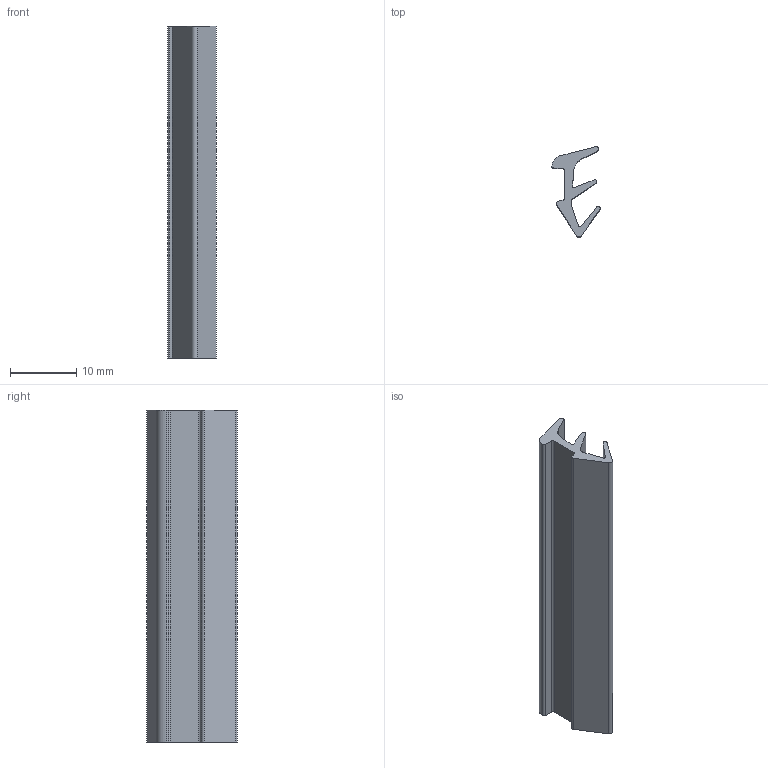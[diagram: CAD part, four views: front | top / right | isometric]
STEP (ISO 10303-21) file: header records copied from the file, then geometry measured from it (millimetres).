
FILE_DESCRIPTION(/* description */ (''),/* implementation_level */ '2;1');
FILE_NAME(/* name */ '110825-001-2d.step',/* time_stamp */ '2022-11-24T12:21:12+01:00',/* author */ (''),/* organization */ (''),/* preprocessor_version */ 'ST-DEVELOPER v19.2',/* originating_system */ 'Autodesk Translation Framework v11.17.0.187',/* authorisation */ '');
FILE_SCHEMA (('AUTOMOTIVE_DESIGN { 1 0 10303 214 3 1 1 }'));
Length unit declared in the file: millimetre
Products named in the file (4): _110825-001-2d.919d1e03-8b96-47a4-ab45-ac0c8b12dea7; Borders Coomach Border_S0.20; Title Blocks Coomach Titelblok_S0.20; Materiaal_S0.20
Assembly tree (3 placements, depth 2):
  _110825-001-2d.919d1e03-8b96-47a4-ab45-ac0c8b12dea7
    Borders Coomach Border_S0.20
    Title Blocks Coomach Titelblok_S0.20
    Materiaal_S0.20
Bounding box: 7.27 x 13.58 x 50 mm (x, y, z)
Volume: 1638.9 mm3; surface area: 2736.2 mm2
Topology: 1 solids, 1 shells, 27 faces, 75 edges, 50 vertices
Faces by surface type: plane 14, cylinder 13
Entity records: 990 total; most frequent: DIRECTION 169, CARTESIAN_POINT 159, ORIENTED_EDGE 150, EDGE_CURVE 75, AXIS2_PLACEMENT_3D 60, VERTEX_POINT 50, LINE 49, VECTOR 49
